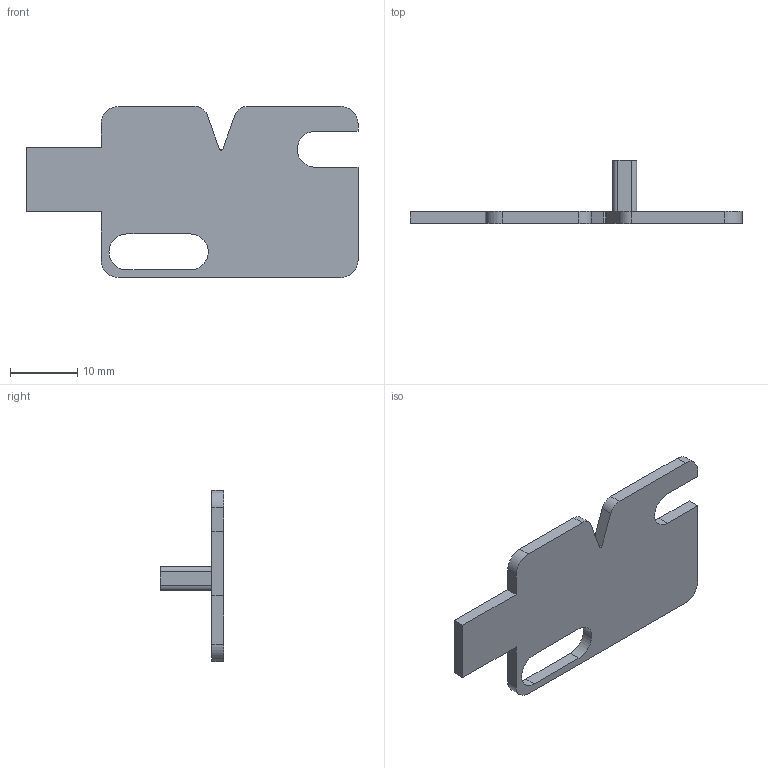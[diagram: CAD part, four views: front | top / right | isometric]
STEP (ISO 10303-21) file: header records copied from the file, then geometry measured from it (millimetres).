
FILE_DESCRIPTION (( 'STEP AP214' ), '1' );
FILE_NAME ('slide.STEP', '2024-11-08T05:09:46', ( '' ), ( '' ), 'SwSTEP 2.0', 'SolidWorks 2024', '' );
FILE_SCHEMA (( 'AUTOMOTIVE_DESIGN' ));
Length unit declared in the file: inch
Products named in the file (1): slide
Bounding box: 49.28 x 9.4 x 25.4 mm (x, y, z)
Volume: 1751.2 mm3; surface area: 2327.9 mm2
Topology: 1 solids, 1 shells, 38 faces, 105 edges, 70 vertices
Faces by surface type: plane 23, cylinder 15
Entity records: 1250 total; most frequent: CARTESIAN_POINT 214, DIRECTION 213, ORIENTED_EDGE 210, EDGE_CURVE 105, LINE 75, VECTOR 75, VERTEX_POINT 70, AXIS2_PLACEMENT_3D 69
